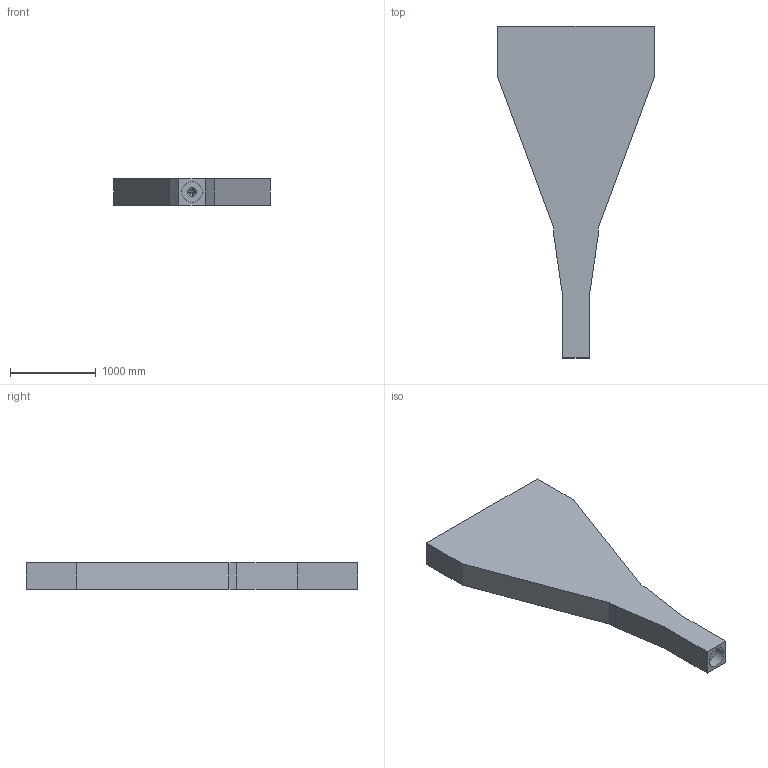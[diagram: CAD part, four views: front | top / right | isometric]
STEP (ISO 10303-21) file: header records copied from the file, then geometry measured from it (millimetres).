
FILE_DESCRIPTION( ( '' ), ' ' );
FILE_NAME( '5b3684857118e60eac5be42b.step', '2018-06-29T19:12:05', ( '' ), ( '' ), ' ', ' ', ' ' );
FILE_SCHEMA( ( 'AUTOMOTIVE_DESIGN { 1 0 10303 214 1 1 1 1 }' ) );
Length unit declared in the file: metre
Products named in the file (1): Part 1
Bounding box: 1828.8 x 3867.3 x 304.8 mm (x, y, z)
Volume: 1029322305.6 mm3; surface area: 14528850.7 mm2
Topology: 1 solids, 1 shells, 232 faces, 550 edges, 323 vertices
Faces by surface type: plane 146, cone 48, cylinder 20, bspline 12, extrusion 6
Full cylindrical faces by diameter (mm): 104.14 x7, 240.03 x7
Entity records: 8479 total; most frequent: CARTESIAN_POINT 1412, ORIENTED_EDGE 1072, DIRECTION 1059, EDGE_CURVE 536, AXIS2_PLACEMENT_3D 386, VERTEX_POINT 323, VECTOR 287, LINE 281
